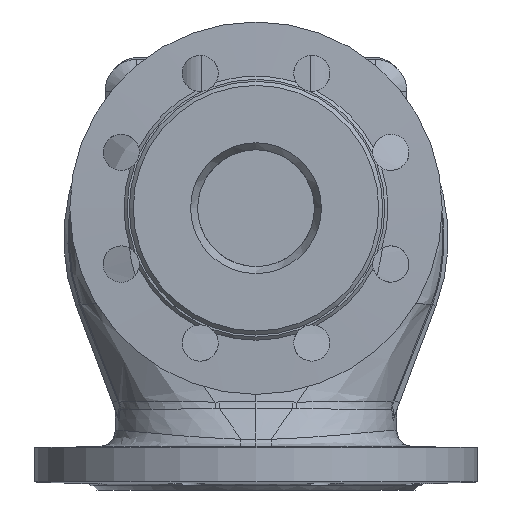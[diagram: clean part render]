
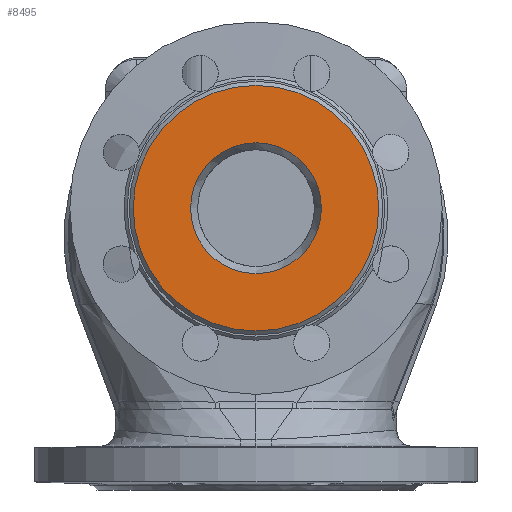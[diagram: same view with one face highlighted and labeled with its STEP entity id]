
A CAD part, front view. The second image highlights one B-rep face of the part: STEP entity #8495.
In plain terms, the highlighted planar face has unit normal (0, -1, 0).
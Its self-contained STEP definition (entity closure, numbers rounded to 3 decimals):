
#158=FACE_BOUND('',#1625,.T.);
#248=PLANE('',#9107);
#703=CIRCLE('',#9106,32.5);
#704=CIRCLE('',#9108,61.);
#1089=FACE_OUTER_BOUND('',#1624,.T.);
#1624=EDGE_LOOP('',(#5961));
#1625=EDGE_LOOP('',(#5962));
#3571=VERTEX_POINT('',#20760);
#3572=VERTEX_POINT('',#20764);
#4480=EDGE_CURVE('',#3571,#3571,#703,.T.);
#4481=EDGE_CURVE('',#3572,#3572,#704,.T.);
#5961=ORIENTED_EDGE('',*,*,#4481,.F.);
#5962=ORIENTED_EDGE('',*,*,#4480,.F.);
#8495=ADVANCED_FACE('',(#1089,#158),#248,.T.);
#9106=AXIS2_PLACEMENT_3D('',#20762,#10051,#10052);
#9107=AXIS2_PLACEMENT_3D('',#20763,#10053,#10054);
#9108=AXIS2_PLACEMENT_3D('',#20765,#10055,#10056);
#10051=DIRECTION('center_axis',(0.,-1.,0.));
#10052=DIRECTION('ref_axis',(0.,0.,-1.));
#10053=DIRECTION('center_axis',(0.,-1.,0.));
#10054=DIRECTION('ref_axis',(0.,0.,1.));
#10055=DIRECTION('center_axis',(0.,1.,0.));
#10056=DIRECTION('ref_axis',(0.,0.,-1.));
#20760=CARTESIAN_POINT('',(0.,-170.,-32.5));
#20762=CARTESIAN_POINT('Origin',(0.,-170.,0.));
#20763=CARTESIAN_POINT('Origin',(0.,-170.,0.));
#20764=CARTESIAN_POINT('',(0.,-170.,61.));
#20765=CARTESIAN_POINT('Origin',(0.,-170.,0.));
